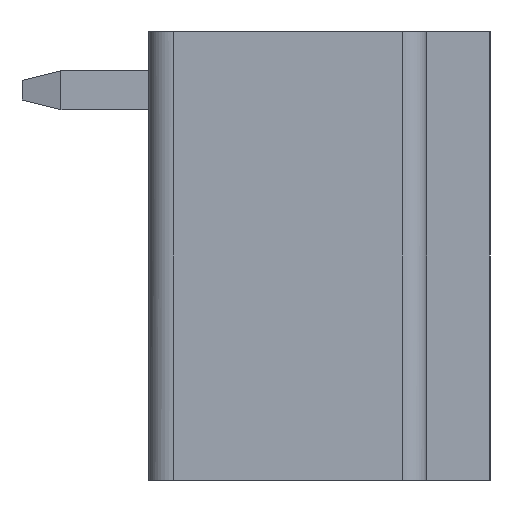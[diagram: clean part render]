
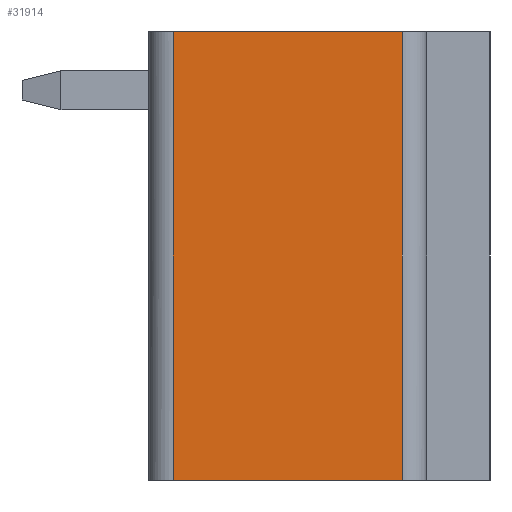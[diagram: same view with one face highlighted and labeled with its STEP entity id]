
A CAD part, left-side view. The second image highlights one B-rep face of the part: STEP entity #31914.
In plain terms, the highlighted free-form (B-spline) face has degree [1, 1] with [2, 2] control points.
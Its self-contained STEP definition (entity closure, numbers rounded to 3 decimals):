
#810=CARTESIAN_POINT('',(-64.15,2.5,0.));
#811=VERTEX_POINT('',#810);
#818=CARTESIAN_POINT('',(-64.15,-2.2,0.));
#819=VERTEX_POINT('',#818);
#820=CARTESIAN_POINT('',(-64.15,2.5,0.));
#821=CARTESIAN_POINT('',(-64.15,-2.2,0.));
#822=B_SPLINE_CURVE_WITH_KNOTS('',1,(#820,#821),.POLYLINE_FORM.,.F.,.U.,(2,2),(0.,1.),.UNSPECIFIED.);
#823=EDGE_CURVE('',#811,#819,#822,.T.);
#3398=CARTESIAN_POINT('',(-64.15,-2.2,-9.2));
#3399=VERTEX_POINT('',#3398);
#3406=CARTESIAN_POINT('',(-64.15,2.5,-9.2));
#3407=VERTEX_POINT('',#3406);
#3408=CARTESIAN_POINT('',(-64.15,-2.2,-9.2));
#3409=CARTESIAN_POINT('',(-64.15,2.5,-9.2));
#3410=B_SPLINE_CURVE_WITH_KNOTS('',1,(#3408,#3409),.POLYLINE_FORM.,.F.,.U.,(2,2),(0.,1.),.UNSPECIFIED.);
#3411=EDGE_CURVE('',#3399,#3407,#3410,.T.);
#31888=CARTESIAN_POINT('',(-64.15,2.5,-9.2));
#31889=CARTESIAN_POINT('',(-64.15,2.5,0.));
#31890=B_SPLINE_CURVE_WITH_KNOTS('',1,(#31888,#31889),.POLYLINE_FORM.,.F.,.U.,(2,2),(0.,1.),.UNSPECIFIED.);
#31891=EDGE_CURVE('',#3407,#811,#31890,.T.);
#31899=CARTESIAN_POINT('',(-64.15,5.316,0.566));
#31900=CARTESIAN_POINT('',(-64.15,-5.016,0.566));
#31901=CARTESIAN_POINT('',(-64.15,5.316,-9.766));
#31902=CARTESIAN_POINT('',(-64.15,-5.016,-9.766));
#31903=B_SPLINE_SURFACE_WITH_KNOTS('',1,1,((#31899,#31900),(#31901,#31902)),.PLANE_SURF.,.F.,.F.,.U.,(2,2),(2,2),(0.,1.),(0.,1.),.UNSPECIFIED.);
#31904=ORIENTED_EDGE('',*,*,#823,.F.);
#31905=ORIENTED_EDGE('',*,*,#31891,.F.);
#31906=ORIENTED_EDGE('',*,*,#3411,.F.);
#31907=CARTESIAN_POINT('',(-64.15,-2.2,-9.2));
#31908=CARTESIAN_POINT('',(-64.15,-2.2,0.));
#31909=B_SPLINE_CURVE_WITH_KNOTS('',1,(#31907,#31908),.POLYLINE_FORM.,.F.,.U.,(2,2),(0.,1.),.UNSPECIFIED.);
#31910=EDGE_CURVE('',#3399,#819,#31909,.T.);
#31911=ORIENTED_EDGE('',*,*,#31910,.T.);
#31912=EDGE_LOOP('',(#31904,#31905,#31906,#31911));
#31913=FACE_OUTER_BOUND('',#31912,.T.);
#31914=ADVANCED_FACE('',(#31913),#31903,.T.);
